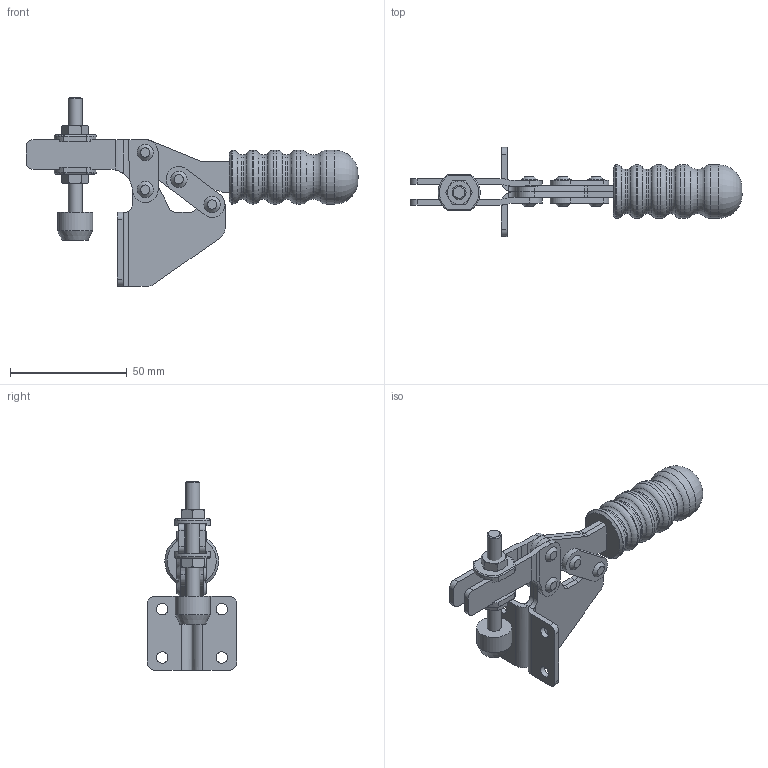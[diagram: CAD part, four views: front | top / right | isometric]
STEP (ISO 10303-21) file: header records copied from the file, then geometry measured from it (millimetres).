
FILE_DESCRIPTION(/* description */ ('Alibre Inc.'),/* implementation_level */ '2;1');
FILE_NAME(/* name */ 'export0',/* time_stamp */ '2012-02-17T12:21:42+01:00',/* author */ (''),/* organization */ (''),/* preprocessor_version */ 'ST-DEVELOPER v12',/* originating_system */ 'Alibre',/* authorisation */ '');
FILE_SCHEMA (('ALIBRE_SCHEMA','CONFIG_CONTROL_DESIGN'));
Length unit declared in the file: millimetre
Products named in the file (1): ID_1
Bounding box: 142 x 38.1 x 80.78 mm (x, y, z)
Volume: 41904.3 mm3; surface area: 30936.2 mm2
Topology: 18 solids, 18 shells, 277 faces, 671 edges, 412 vertices
Faces by surface type: plane 124, cylinder 103, cone 27, torus 23
Full cylindrical faces by diameter (mm): 4.8 x4, 4.85 x4, 4.851 x8, 4.855 x8, 5 x2, 6 x1, 6.4 x2, 15 x1, 19 x4, 23 x5
Entity records: 16031 total; most frequent: CARTESIAN_POINT 3410, ORIENTED_EDGE 2320, DIRECTION 2239, EDGE_CURVE 1160, AXIS2_PLACEMENT_3D 997, EDGE_LOOP 808, FACE_BOUND 808, VERTEX_POINT 780
